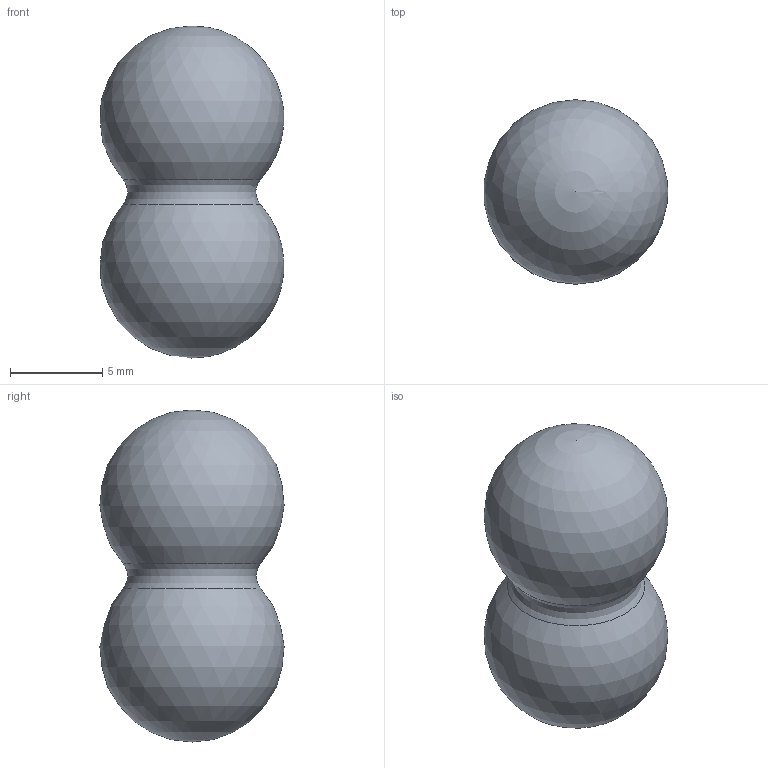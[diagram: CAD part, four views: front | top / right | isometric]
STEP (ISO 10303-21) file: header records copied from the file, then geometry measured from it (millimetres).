
FILE_DESCRIPTION(('FreeCAD Model'),'2;1');
FILE_NAME('two-balls.step','2014-07-06T09:42:33',( 'FreeCAD'),('FreeCAD'),'Open CASCADE STEP processor 6.7','FreeCAD', 'Unknown');
FILE_SCHEMA(('AUTOMOTIVE_DESIGN_CC2 { 1 2 10303 214 -1 1 5 4 }'));
Length unit declared in the file: metre
Products named in the file (1): Fillet
Bounding box: 9.95 x 9.99 x 18 mm (x, y, z)
Volume: 1022.5 mm3; surface area: 556.2 mm2
Topology: 1 solids, 1 shells, 3 faces, 7 edges, 4 vertices
Faces by surface type: sphere 2, bspline 1
Entity records: 259 total; most frequent: CARTESIAN_POINT 128, DIRECTION 16, ORIENTED_EDGE 10, PCURVE 10, DEFINITIONAL_REPRESENTATION 10, LINE 6, VECTOR 6, AXIS2_PLACEMENT_3D 5
